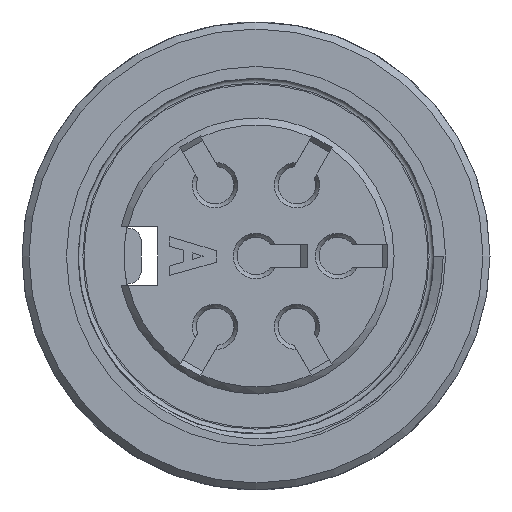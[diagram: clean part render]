
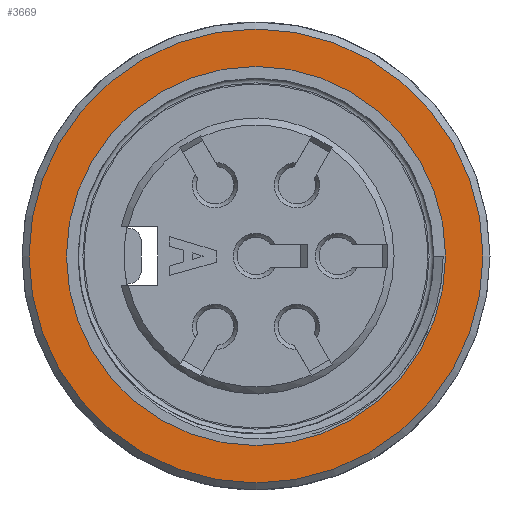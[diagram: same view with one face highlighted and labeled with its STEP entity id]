
A CAD part, front view. The second image highlights one B-rep face of the part: STEP entity #3669.
In plain terms, the highlighted planar face has unit normal (0, -1, 0).
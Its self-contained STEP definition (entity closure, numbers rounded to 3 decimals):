
#3466=PLANE('',#9224);
#3669=ADVANCED_FACE('',(#4050,#4051),#3466,.F.);
#4050=FACE_BOUND('',#4231,.T.);
#4051=FACE_BOUND('',#4232,.T.);
#4231=EDGE_LOOP('',(#5158));
#4232=EDGE_LOOP('',(#5159));
#5158=ORIENTED_EDGE('',*,*,#8216,.F.);
#5159=ORIENTED_EDGE('',*,*,#8215,.T.);
#7343=VERTEX_POINT('',#15575);
#7344=VERTEX_POINT('',#15578);
#8215=EDGE_CURVE('',#7343,#7343,#9008,.T.);
#8216=EDGE_CURVE('',#7344,#7344,#9009,.T.);
#9008=CIRCLE('',#9221,9.7);
#9009=CIRCLE('',#9223,8.1);
#9221=AXIS2_PLACEMENT_3D('',#15574,#9941,#9942);
#9223=AXIS2_PLACEMENT_3D('',#15577,#9945,#9946);
#9224=AXIS2_PLACEMENT_3D('',#15579,#9947,#9948);
#9941=DIRECTION('',(0.,-1.,0.));
#9942=DIRECTION('',(1.,0.,0.));
#9945=DIRECTION('',(0.,-1.,0.));
#9946=DIRECTION('',(1.,0.,0.));
#9947=DIRECTION('',(0.,1.,0.));
#9948=DIRECTION('',(-1.,0.,0.));
#15574=CARTESIAN_POINT('',(0.596,-24.756,0.));
#15575=CARTESIAN_POINT('',(10.296,-24.756,0.));
#15577=CARTESIAN_POINT('',(0.596,-24.756,0.));
#15578=CARTESIAN_POINT('',(8.696,-24.756,0.));
#15579=CARTESIAN_POINT('',(10.296,-24.756,0.));
